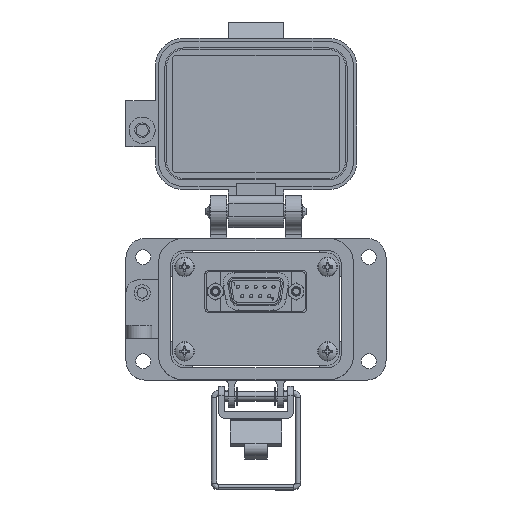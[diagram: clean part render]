
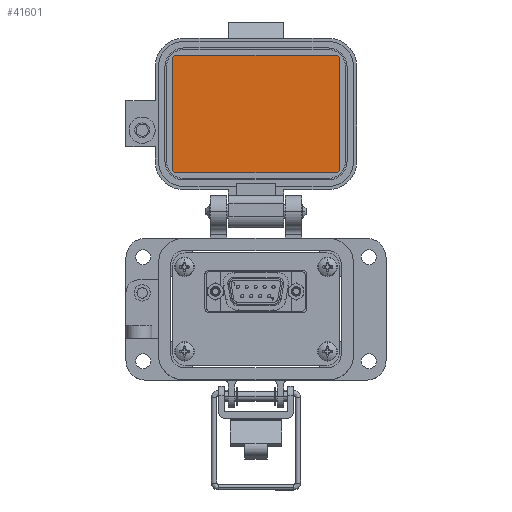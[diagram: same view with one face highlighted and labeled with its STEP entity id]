
A CAD part, top view. The second image highlights one B-rep face of the part: STEP entity #41601.
In plain terms, the highlighted planar face has unit normal (0, 0, 1).
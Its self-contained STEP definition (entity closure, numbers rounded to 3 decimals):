
#402 = DIRECTION ( 'NONE',  ( -1., 0., 0. ) ) ;
#3910 = AXIS2_PLACEMENT_3D ( 'NONE', #10665, #45696, #5032 ) ;
#5032 = DIRECTION ( 'NONE',  ( -1., 0., 0. ) ) ;
#5184 = CIRCLE ( 'NONE', #33624, 1.057 ) ;
#5239 = VECTOR ( 'NONE', #402, 1000. ) ;
#5386 = CARTESIAN_POINT ( 'NONE',  ( 25.885, 67.329, -23.97 ) ) ;
#5747 = CARTESIAN_POINT ( 'NONE',  ( 0., 67.329, -23.97 ) ) ;
#6326 = AXIS2_PLACEMENT_3D ( 'NONE', #22863, #40946, #22298 ) ;
#6843 = CARTESIAN_POINT ( 'NONE',  ( 0., 49.199, -23.97 ) ) ;
#7249 = LINE ( 'NONE', #12860, #56316 ) ;
#7533 = DIRECTION ( 'NONE',  ( 0., 1., 0. ) ) ;
#8224 = ORIENTED_EDGE ( 'NONE', *, *, #42414, .F. ) ;
#9048 = CARTESIAN_POINT ( 'NONE',  ( -25.885, 84.4, -23.97 ) ) ;
#9464 = VERTEX_POINT ( 'NONE', #23559 ) ;
#9840 = ORIENTED_EDGE ( 'NONE', *, *, #45043, .F. ) ;
#10649 = EDGE_LOOP ( 'NONE', ( #43139, #36210, #29366, #32367, #8224, #9840, #31665, #58349 ) ) ;
#10665 = CARTESIAN_POINT ( 'NONE',  ( 24.827, 84.4, -23.97 ) ) ;
#12860 = CARTESIAN_POINT ( 'NONE',  ( -25.885, 67.329, -23.97 ) ) ;
#13902 = VERTEX_POINT ( 'NONE', #28126 ) ;
#14950 = CARTESIAN_POINT ( 'NONE',  ( 25.885, 50.257, -23.97 ) ) ;
#16497 = AXIS2_PLACEMENT_3D ( 'NONE', #5747, #33064, #41972 ) ;
#18079 = LINE ( 'NONE', #36179, #47893 ) ;
#18132 = CIRCLE ( 'NONE', #3910, 1.057 ) ;
#18991 = DIRECTION ( 'NONE',  ( 0., 0., -1. ) ) ;
#22298 = DIRECTION ( 'NONE',  ( -1., 0., 0. ) ) ;
#22863 = CARTESIAN_POINT ( 'NONE',  ( -24.827, 84.4, -23.97 ) ) ;
#23313 = DIRECTION ( 'NONE',  ( 0., 0., -1. ) ) ;
#23559 = CARTESIAN_POINT ( 'NONE',  ( -25.885, 50.257, -23.97 ) ) ;
#24469 = FACE_OUTER_BOUND ( 'NONE', #10649, .T. ) ;
#24746 = EDGE_CURVE ( 'NONE', #34912, #13902, #29398, .T. ) ;
#27628 = EDGE_CURVE ( 'NONE', #41483, #44495, #40466, .T. ) ;
#28126 = CARTESIAN_POINT ( 'NONE',  ( -24.827, 49.199, -23.97 ) ) ;
#28487 = DIRECTION ( 'NONE',  ( -1., 0., 0. ) ) ;
#29087 = CARTESIAN_POINT ( 'NONE',  ( -24.827, 50.257, -23.97 ) ) ;
#29366 = ORIENTED_EDGE ( 'NONE', *, *, #48826, .F. ) ;
#29398 = LINE ( 'NONE', #6843, #5239 ) ;
#31665 = ORIENTED_EDGE ( 'NONE', *, *, #55882, .F. ) ;
#31781 = VERTEX_POINT ( 'NONE', #56022 ) ;
#32367 = ORIENTED_EDGE ( 'NONE', *, *, #24746, .F. ) ;
#32444 = VERTEX_POINT ( 'NONE', #14950 ) ;
#33064 = DIRECTION ( 'NONE',  ( 0., 0., -1. ) ) ;
#33624 = AXIS2_PLACEMENT_3D ( 'NONE', #29087, #18991, #28487 ) ;
#34765 = CARTESIAN_POINT ( 'NONE',  ( 25.885, 84.4, -23.97 ) ) ;
#34912 = VERTEX_POINT ( 'NONE', #37146 ) ;
#36164 = VECTOR ( 'NONE', #50802, 1000. ) ;
#36179 = CARTESIAN_POINT ( 'NONE',  ( 0., 85.458, -23.97 ) ) ;
#36210 = ORIENTED_EDGE ( 'NONE', *, *, #42741, .F. ) ;
#37146 = CARTESIAN_POINT ( 'NONE',  ( 24.828, 49.199, -23.97 ) ) ;
#40466 = CIRCLE ( 'NONE', #6326, 1.057 ) ;
#40946 = DIRECTION ( 'NONE',  ( 0., 0., -1. ) ) ;
#41385 = DIRECTION ( 'NONE',  ( -1., 0., 0. ) ) ;
#41483 = VERTEX_POINT ( 'NONE', #9048 ) ;
#41601 = ADVANCED_FACE ( 'NONE', ( #24469 ), #42552, .F. ) ;
#41972 = DIRECTION ( 'NONE',  ( 0., 1., 0. ) ) ;
#42414 = EDGE_CURVE ( 'NONE', #32444, #34912, #57286, .T. ) ;
#42552 = PLANE ( 'NONE',  #16497 ) ;
#42741 = EDGE_CURVE ( 'NONE', #9464, #41483, #7249, .T. ) ;
#43139 = ORIENTED_EDGE ( 'NONE', *, *, #27628, .F. ) ;
#44495 = VERTEX_POINT ( 'NONE', #48825 ) ;
#45043 = EDGE_CURVE ( 'NONE', #47681, #32444, #49623, .T. ) ;
#45696 = DIRECTION ( 'NONE',  ( 0., 0., -1. ) ) ;
#46779 = EDGE_CURVE ( 'NONE', #44495, #31781, #18079, .T. ) ;
#47681 = VERTEX_POINT ( 'NONE', #34765 ) ;
#47893 = VECTOR ( 'NONE', #50733, 1000. ) ;
#48741 = AXIS2_PLACEMENT_3D ( 'NONE', #50286, #23313, #41385 ) ;
#48825 = CARTESIAN_POINT ( 'NONE',  ( -24.827, 85.458, -23.97 ) ) ;
#48826 = EDGE_CURVE ( 'NONE', #13902, #9464, #5184, .T. ) ;
#49623 = LINE ( 'NONE', #5386, #36164 ) ;
#50286 = CARTESIAN_POINT ( 'NONE',  ( 24.827, 50.257, -23.97 ) ) ;
#50733 = DIRECTION ( 'NONE',  ( 1., 0., 0. ) ) ;
#50802 = DIRECTION ( 'NONE',  ( 0., -1., 0. ) ) ;
#55882 = EDGE_CURVE ( 'NONE', #31781, #47681, #18132, .T. ) ;
#56022 = CARTESIAN_POINT ( 'NONE',  ( 24.827, 85.458, -23.97 ) ) ;
#56316 = VECTOR ( 'NONE', #7533, 1000. ) ;
#57286 = CIRCLE ( 'NONE', #48741, 1.057 ) ;
#58349 = ORIENTED_EDGE ( 'NONE', *, *, #46779, .F. ) ;
